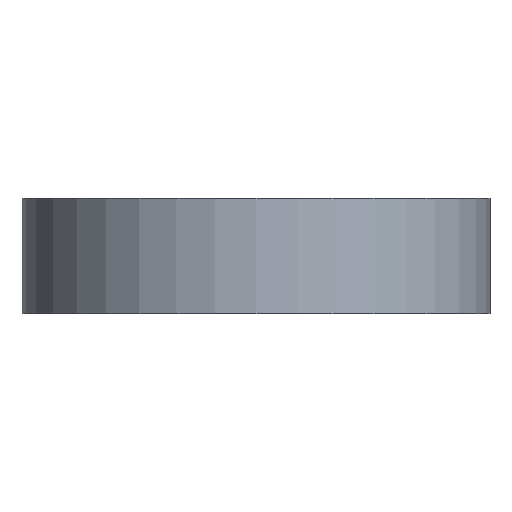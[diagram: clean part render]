
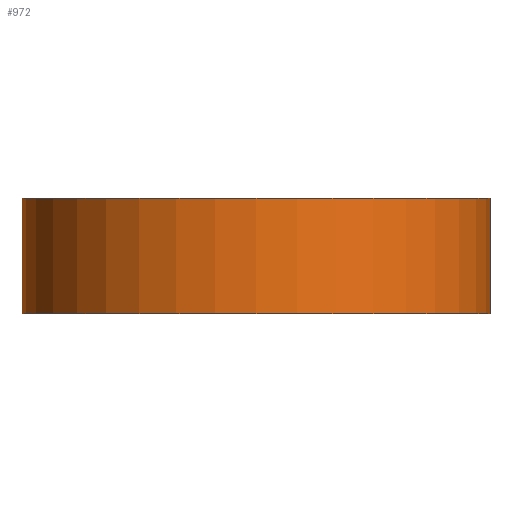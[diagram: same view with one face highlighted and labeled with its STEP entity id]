
A CAD part, front view. The second image highlights one B-rep face of the part: STEP entity #972.
In plain terms, the highlighted cylindrical face has radius 16.25 mm (diameter 32.5 mm), a partial arc.
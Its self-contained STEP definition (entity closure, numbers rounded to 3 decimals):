
#18 = EDGE_CURVE ( 'NONE', #369, #905, #213, .T. ) ;
#59 = CIRCLE ( 'NONE', #597, 16.25 ) ;
#77 = VECTOR ( 'NONE', #278, 1000. ) ;
#93 = CARTESIAN_POINT ( 'NONE',  ( 0., 0., 4. ) ) ;
#122 = VECTOR ( 'NONE', #511, 1000. ) ;
#142 = LINE ( 'NONE', #844, #122 ) ;
#149 = DIRECTION ( 'NONE',  ( 0., 0., 1. ) ) ;
#182 = CARTESIAN_POINT ( 'NONE',  ( -16.25, 0., -4. ) ) ;
#183 = AXIS2_PLACEMENT_3D ( 'NONE', #93, #932, #929 ) ;
#213 = CIRCLE ( 'NONE', #183, 16.25 ) ;
#228 = DIRECTION ( 'NONE',  ( 1., 0., 0. ) ) ;
#249 = EDGE_CURVE ( 'NONE', #591, #642, #59, .T. ) ;
#278 = DIRECTION ( 'NONE',  ( 0., 0., 1. ) ) ;
#369 = VERTEX_POINT ( 'NONE', #519 ) ;
#410 = EDGE_LOOP ( 'NONE', ( #850, #836, #878, #893 ) ) ;
#429 = DIRECTION ( 'NONE',  ( 1., 0., 0. ) ) ;
#477 = EDGE_CURVE ( 'NONE', #591, #369, #142, .T. ) ;
#511 = DIRECTION ( 'NONE',  ( 0., 0., 1. ) ) ;
#519 = CARTESIAN_POINT ( 'NONE',  ( -16.25, 0., 4. ) ) ;
#562 = EDGE_CURVE ( 'NONE', #642, #905, #1016, .T. ) ;
#591 = VERTEX_POINT ( 'NONE', #182 ) ;
#596 = CYLINDRICAL_SURFACE ( 'NONE', #785, 16.25 ) ;
#597 = AXIS2_PLACEMENT_3D ( 'NONE', #874, #766, #429 ) ;
#634 = FACE_OUTER_BOUND ( 'NONE', #410, .T. ) ;
#642 = VERTEX_POINT ( 'NONE', #736 ) ;
#705 = CARTESIAN_POINT ( 'NONE',  ( 0., 0., 0. ) ) ;
#736 = CARTESIAN_POINT ( 'NONE',  ( 16.25, 0., -4. ) ) ;
#766 = DIRECTION ( 'NONE',  ( 0., 0., 1. ) ) ;
#785 = AXIS2_PLACEMENT_3D ( 'NONE', #705, #149, #228 ) ;
#835 = CARTESIAN_POINT ( 'NONE',  ( 16.25, 0., 0. ) ) ;
#836 = ORIENTED_EDGE ( 'NONE', *, *, #249, .T. ) ;
#844 = CARTESIAN_POINT ( 'NONE',  ( -16.25, 0., 0. ) ) ;
#850 = ORIENTED_EDGE ( 'NONE', *, *, #477, .F. ) ;
#874 = CARTESIAN_POINT ( 'NONE',  ( 0., 0., -4. ) ) ;
#878 = ORIENTED_EDGE ( 'NONE', *, *, #562, .T. ) ;
#893 = ORIENTED_EDGE ( 'NONE', *, *, #18, .F. ) ;
#905 = VERTEX_POINT ( 'NONE', #958 ) ;
#929 = DIRECTION ( 'NONE',  ( 1., 0., 0. ) ) ;
#932 = DIRECTION ( 'NONE',  ( 0., 0., 1. ) ) ;
#958 = CARTESIAN_POINT ( 'NONE',  ( 16.25, 0., 4. ) ) ;
#972 = ADVANCED_FACE ( 'NONE', ( #634 ), #596, .T. ) ;
#1016 = LINE ( 'NONE', #835, #77 ) ;
